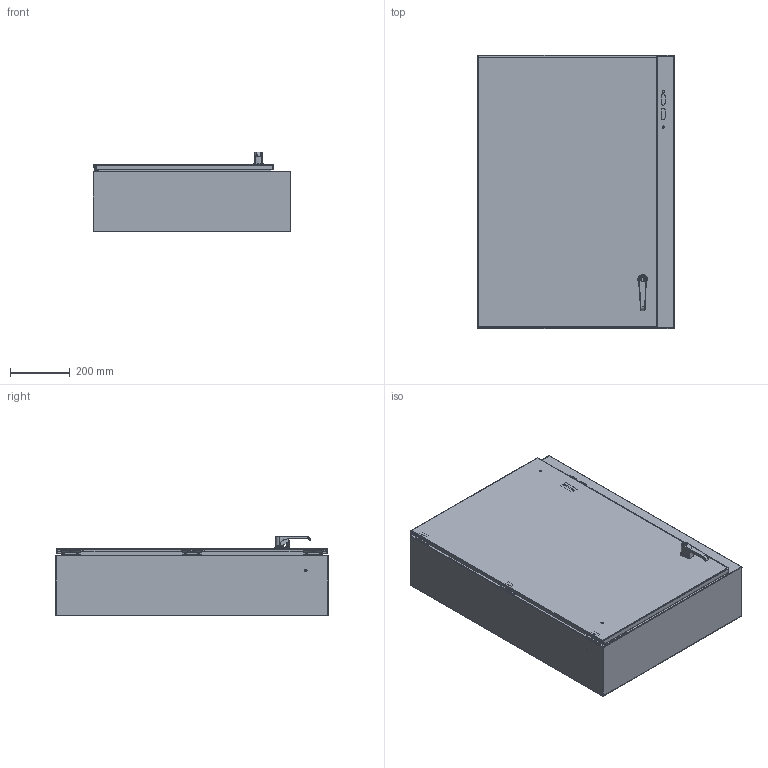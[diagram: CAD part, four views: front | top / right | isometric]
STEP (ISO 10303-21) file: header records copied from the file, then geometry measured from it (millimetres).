
FILE_DESCRIPTION((''),'2;1');
FILE_NAME('N412362608CD.iam.stp','2011-09-15T09:54:58',(''),(''),'Autodesk Inventor 2011','Autodesk Inventor 2011','');
FILE_SCHEMA(('AUTOMOTIVE_DESIGN { 1 0 10303 214 1 1 1 1 }'));
Length unit declared in the file: inch
Products named in the file (46): N412362608CD; N412362608CDBKP; HFW328176; 17376 PIN; 17380 SCREW; 17723 BOX LEAF; 17723-UTI BRACKET; 17910 SEALING WASHER; HFW328175; HFW351101; 1000-02; 1000-23; 1000-277-03; 1000-458; 1000-458-SCHAUM; 1000-459; 1044-03-01; 1044-04-16; 1044-07-02; 1044-07; DIN3771_15X3_5; HFW3161; 388115; 38846; 38811; N4123626CDLID; HFW3092; HFW30015-8(_DQ); HFW30015; HFW3034; 37268; HFW31714; HFW31714_SCREW; HFW31714_SPACER; HFW31714_WASHER; HFW31714_NUT; HFW31713; HFW31713_SCREW; HFW31713_SPACER; 34938 ...
Assembly tree (64 placements, depth 4):
  N412362608CD
    N412362608CDBKP
    HFW328176  x3
      17376 PIN
      17380 SCREW
      17723 BOX LEAF
      17723-UTI BRACKET
      17910 SEALING WASHER
    HFW328175  x3
    HFW351101
      1000-02
      1000-23
      1000-277-03
      1000-458
      1000-458-SCHAUM
      1000-459
      1044-03-01
      1044-04-16
      1044-07-02
      1044-07
      DIN3771_15X3_5
    HFW3161  x3
    388115
    38846  x2
    38811  x2
    N4123626CDLID
    HFW3092
    HFW30015-8(_DQ)
      HFW30015
      HFW3034
      37268  x2
      HFW31714
        HFW31714
        HFW31714_SCREW  x2
        HFW31714_SPACER
        HFW31714_WASHER
        HFW31714_NUT
      HFW31713
        HFW31713
        HFW31713_SCREW  x2
        HFW31713_SPACER
        HFW31714_WASHER
        HFW31714_NUT
    34938
    349129  x2
    388150  x6
Bounding box: 660.4 x 914.4 x 267 mm (x, y, z)
Volume: 3882323.8 mm3; surface area: 4094802.4 mm2
Topology: 71 solids, 72 shells, 2539 faces, 6158 edges, 3786 vertices
Faces by surface type: plane 968, cylinder 923, cone 329, bspline 224, torus 79, sphere 16
Full cylindrical faces by diameter (mm): 2.362 x6, 2.6 x1, 3.175 x3, 3.317 x102, 3.683 x6, 3.861 x6, 3.962 x5, 4.166 x102, 4.25 x7, 4.366 x6, 4.572 x6, 4.763 x6, 4.775 x2, 4.826 x4, 4.978 x2, 5 x3, 5.1 x1, 5.359 x2, 5.5 x1, 5.6 x1, 5.715 x4, 5.8 x1, 6.35 x16, 6.502 x6, 6.985 x6, 7.144 x2, 7.62 x10, 7.798 x1, 7.938 x2, 8.128 x9
Entity records: 53646 total; most frequent: CARTESIAN_POINT 18831, DIRECTION 6921, ORIENTED_EDGE 6578, EDGE_CURVE 3289, AXIS2_PLACEMENT_3D 2594, VERTEX_POINT 2147, EDGE_LOOP 1864, VECTOR 1733
